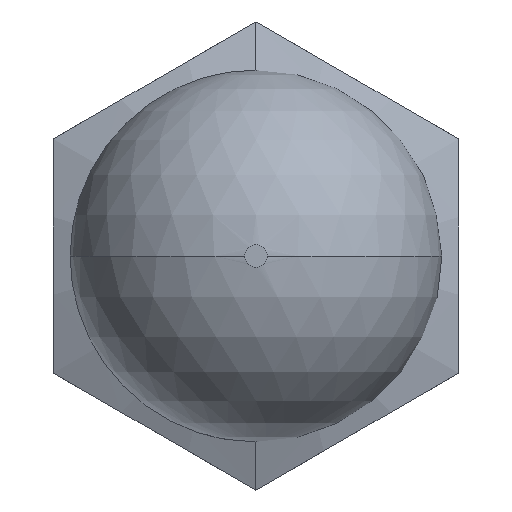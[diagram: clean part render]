
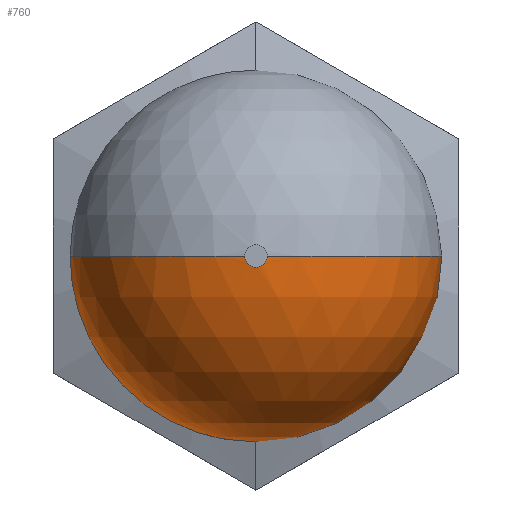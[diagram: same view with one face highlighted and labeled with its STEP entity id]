
A CAD part, front view. The second image highlights one B-rep face of the part: STEP entity #760.
In plain terms, the highlighted spherical face has radius 11 mm.
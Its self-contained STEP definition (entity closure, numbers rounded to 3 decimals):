
#202 = EDGE_LOOP ( 'NONE', ( #626, #291, #899, #779, #346 ) ) ;
#225 = VERTEX_POINT ( 'NONE', #675 ) ;
#291 = ORIENTED_EDGE ( 'NONE', *, *, #761, .T. ) ;
#306 = CARTESIAN_POINT ( 'NONE',  ( 0., -13., -7.5 ) ) ;
#346 = ORIENTED_EDGE ( 'NONE', *, *, #912, .F. ) ;
#352 = VERTEX_POINT ( 'NONE', #557 ) ;
#357 = CARTESIAN_POINT ( 'NONE',  ( 7.5, -13., 0. ) ) ;
#363 = VERTEX_POINT ( 'NONE', #462 ) ;
#396 = AXIS2_PLACEMENT_3D ( 'NONE', #757, #751, #743 ) ;
#399 = VERTEX_POINT ( 'NONE', #357 ) ;
#412 = VERTEX_POINT ( 'NONE', #306 ) ;
#426 = AXIS2_PLACEMENT_3D ( 'NONE', #799, #798, #794 ) ;
#453 = AXIS2_PLACEMENT_3D ( 'NONE', #926, #907, #901 ) ;
#462 = CARTESIAN_POINT ( 'NONE',  ( -0.663, -32.027, 0. ) ) ;
#489 = AXIS2_PLACEMENT_3D ( 'NONE', #1162, #1160, #1155 ) ;
#504 = AXIS2_PLACEMENT_3D ( 'NONE', #1198, #1194, #1205 ) ;
#507 = AXIS2_PLACEMENT_3D ( 'NONE', #1183, #1180, #1177 ) ;
#557 = CARTESIAN_POINT ( 'NONE',  ( -7.5, -13., 0. ) ) ;
#626 = ORIENTED_EDGE ( 'NONE', *, *, #893, .F. ) ;
#675 = CARTESIAN_POINT ( 'NONE',  ( 0.663, -32.027, 0. ) ) ;
#743 = DIRECTION ( 'NONE',  ( 0., 0., 1. ) ) ;
#751 = DIRECTION ( 'NONE',  ( 0., 1., 0. ) ) ;
#757 = CARTESIAN_POINT ( 'NONE',  ( 0., -13., 0. ) ) ;
#760 = ADVANCED_FACE ( 'NONE', ( #1061 ), #1054, .T. ) ;
#761 = EDGE_CURVE ( 'NONE', #225, #363, #1059, .T. ) ;
#776 = EDGE_CURVE ( 'NONE', #412, #352, #979, .T. ) ;
#779 = ORIENTED_EDGE ( 'NONE', *, *, #776, .F. ) ;
#794 = DIRECTION ( 'NONE',  ( -1., 0., 0. ) ) ;
#798 = DIRECTION ( 'NONE',  ( 0., 0., -1. ) ) ;
#799 = CARTESIAN_POINT ( 'NONE',  ( 0., -21.047, 0. ) ) ;
#891 = CIRCLE ( 'NONE', #396, 7.5 ) ;
#893 = EDGE_CURVE ( 'NONE', #225, #399, #924, .T. ) ;
#899 = ORIENTED_EDGE ( 'NONE', *, *, #904, .T. ) ;
#901 = DIRECTION ( 'NONE',  ( 1., 0., 0. ) ) ;
#904 = EDGE_CURVE ( 'NONE', #363, #352, #910, .T. ) ;
#907 = DIRECTION ( 'NONE',  ( 0., 0., 1. ) ) ;
#910 = CIRCLE ( 'NONE', #426, 11. ) ;
#912 = EDGE_CURVE ( 'NONE', #399, #412, #891, .T. ) ;
#924 = CIRCLE ( 'NONE', #453, 11. ) ;
#926 = CARTESIAN_POINT ( 'NONE',  ( 0., -21.047, 0. ) ) ;
#979 = CIRCLE ( 'NONE', #489, 7.5 ) ;
#1054 = SPHERICAL_SURFACE ( 'NONE', #504, 11. ) ;
#1059 = CIRCLE ( 'NONE', #507, 0.663 ) ;
#1061 = FACE_OUTER_BOUND ( 'NONE', #202, .T. ) ;
#1155 = DIRECTION ( 'NONE',  ( 0., 0., 1. ) ) ;
#1160 = DIRECTION ( 'NONE',  ( 0., 1., 0. ) ) ;
#1162 = CARTESIAN_POINT ( 'NONE',  ( 0., -13., 0. ) ) ;
#1177 = DIRECTION ( 'NONE',  ( 0., 0., 1. ) ) ;
#1180 = DIRECTION ( 'NONE',  ( 0., 1., 0. ) ) ;
#1183 = CARTESIAN_POINT ( 'NONE',  ( 0., -32.027, 0. ) ) ;
#1194 = DIRECTION ( 'NONE',  ( 0., 0., 1. ) ) ;
#1198 = CARTESIAN_POINT ( 'NONE',  ( 0., -21.047, 0. ) ) ;
#1205 = DIRECTION ( 'NONE',  ( -1., 0., 0. ) ) ;
